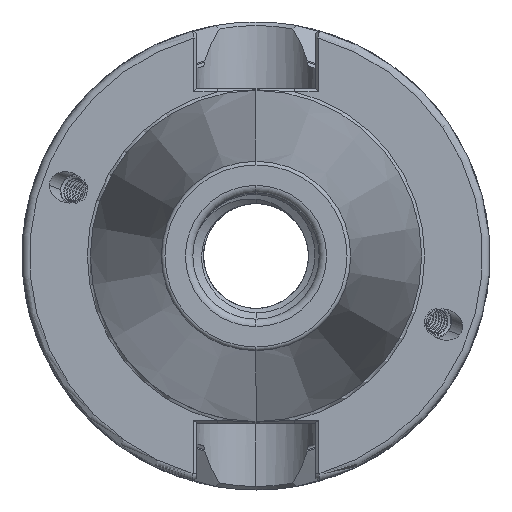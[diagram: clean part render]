
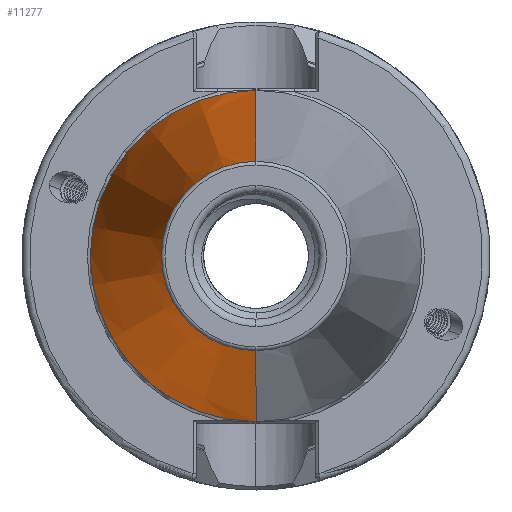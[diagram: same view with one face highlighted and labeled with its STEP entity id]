
A CAD part, left-side view. The second image highlights one B-rep face of the part: STEP entity #11277.
In plain terms, the highlighted conical face has half-angle 8.297 degrees and reference radius 22.298 mm.
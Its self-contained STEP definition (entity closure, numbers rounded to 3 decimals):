
#1422 = EDGE_CURVE ( 'NONE', #8501, #8553, #5877, .T. ) ;
#1446 = EDGE_CURVE ( 'NONE', #8511, #8532, #5844, .T. ) ;
#1464 = EDGE_CURVE ( 'NONE', #8532, #8553, #5859, .T. ) ;
#1465 = EDGE_CURVE ( 'NONE', #8511, #8501, #5861, .T. ) ;
#1940 = AXIS2_PLACEMENT_3D ( 'NONE', #12387, #12455, #12391 ) ;
#2153 = AXIS2_PLACEMENT_3D ( 'NONE', #22076, #22059, #22048 ) ;
#2162 = AXIS2_PLACEMENT_3D ( 'NONE', #22181, #22194, #22195 ) ;
#5177 = EDGE_LOOP ( 'NONE', ( #13413, #13313, #13349, #13293 ) ) ;
#5844 = CIRCLE ( 'NONE', #2162, 12.75 ) ;
#5859 = LINE ( 'NONE', #22339, #5860 ) ;
#5860 = VECTOR ( 'NONE', #22342, 1000. ) ;
#5861 = LINE ( 'NONE', #22344, #5862 ) ;
#5862 = VECTOR ( 'NONE', #22326, 1000. ) ;
#5877 = CIRCLE ( 'NONE', #2153, 22.298 ) ;
#8501 = VERTEX_POINT ( 'NONE', #18016 ) ;
#8511 = VERTEX_POINT ( 'NONE', #17982 ) ;
#8532 = VERTEX_POINT ( 'NONE', #18031 ) ;
#8553 = VERTEX_POINT ( 'NONE', #18075 ) ;
#11277 = ADVANCED_FACE ( 'NONE', ( #18703 ), #18729, .T. ) ;
#12387 = CARTESIAN_POINT ( 'NONE',  ( -1.5, 0., 0. ) ) ;
#12391 = DIRECTION ( 'NONE',  ( 0., 0., -1. ) ) ;
#12455 = DIRECTION ( 'NONE',  ( 1., 0., 0. ) ) ;
#13293 = ORIENTED_EDGE ( 'NONE', *, *, #1465, .F. ) ;
#13313 = ORIENTED_EDGE ( 'NONE', *, *, #1464, .T. ) ;
#13349 = ORIENTED_EDGE ( 'NONE', *, *, #1422, .F. ) ;
#13413 = ORIENTED_EDGE ( 'NONE', *, *, #1446, .T. ) ;
#17982 = CARTESIAN_POINT ( 'NONE',  ( -66.972, 0., -12.75 ) ) ;
#18016 = CARTESIAN_POINT ( 'NONE',  ( -1.5, 0., -22.298 ) ) ;
#18031 = CARTESIAN_POINT ( 'NONE',  ( -66.972, 0., 12.75 ) ) ;
#18075 = CARTESIAN_POINT ( 'NONE',  ( -1.5, 0., 22.298 ) ) ;
#18703 = FACE_OUTER_BOUND ( 'NONE', #5177, .T. ) ;
#18729 = CONICAL_SURFACE ( 'NONE', #1940, 22.298, 0.145 ) ;
#22048 = DIRECTION ( 'NONE',  ( 0., 0., -1. ) ) ;
#22059 = DIRECTION ( 'NONE',  ( 1., 0., 0. ) ) ;
#22076 = CARTESIAN_POINT ( 'NONE',  ( -1.5, 0., 0. ) ) ;
#22181 = CARTESIAN_POINT ( 'NONE',  ( -66.972, 0., 0. ) ) ;
#22194 = DIRECTION ( 'NONE',  ( 1., 0., 0. ) ) ;
#22195 = DIRECTION ( 'NONE',  ( 0., 0., -1. ) ) ;
#22326 = DIRECTION ( 'NONE',  ( 0.99, 0., -0.144 ) ) ;
#22339 = CARTESIAN_POINT ( 'NONE',  ( -1.5, 0., 22.298 ) ) ;
#22342 = DIRECTION ( 'NONE',  ( 0.99, 0., 0.144 ) ) ;
#22344 = CARTESIAN_POINT ( 'NONE',  ( -1.5, 0., -22.298 ) ) ;
